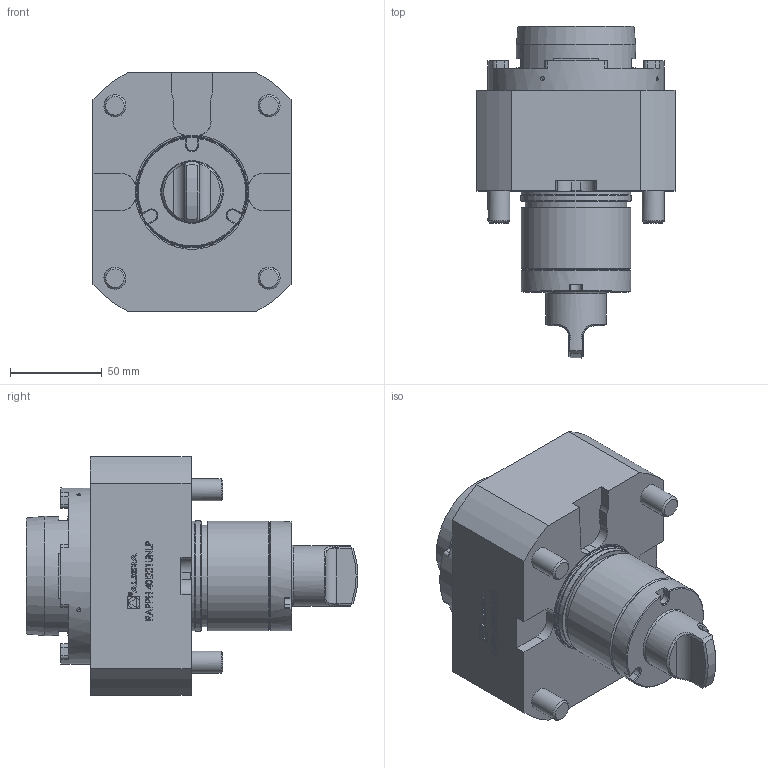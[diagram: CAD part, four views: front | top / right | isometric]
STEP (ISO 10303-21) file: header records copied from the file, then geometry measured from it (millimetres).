
FILE_DESCRIPTION (( 'STEP AP214' ), '1' );
FILE_NAME ('RAPPH40I221UNLP.STEP', '2025-07-23T14:20:27', ( '' ), ( '' ), 'SwSTEP 2.0', 'SolidWorks 2023', '' );
FILE_SCHEMA (( 'AUTOMOTIVE_DESIGN' ));
Length unit declared in the file: millimetre
Products named in the file (1): RAPPH40I221UNLP
Bounding box: 108 x 181 x 130 mm (x, y, z)
Volume: 1081717.3 mm3; surface area: 79553.7 mm2
Topology: 1 solids, 1 shells, 554 faces, 1438 edges, 945 vertices
Faces by surface type: plane 363, cylinder 88, bspline 71, cone 30, torus 2
Full cylindrical faces by diameter (mm): 1.7 x1, 2.1 x1, 6.366 x1, 9.5 x4, 12 x4, 33 x1, 55.2 x1, 59.6 x1, 59.7 x1, 59.8 x1, 60 x1, 65 x1, 96 x1
Entity records: 21920 total; most frequent: CARTESIAN_POINT 8925, ORIENTED_EDGE 2782, DIRECTION 2387, EDGE_CURVE 1391, LINE 973, VECTOR 973, VERTEX_POINT 932, AXIS2_PLACEMENT_3D 707
